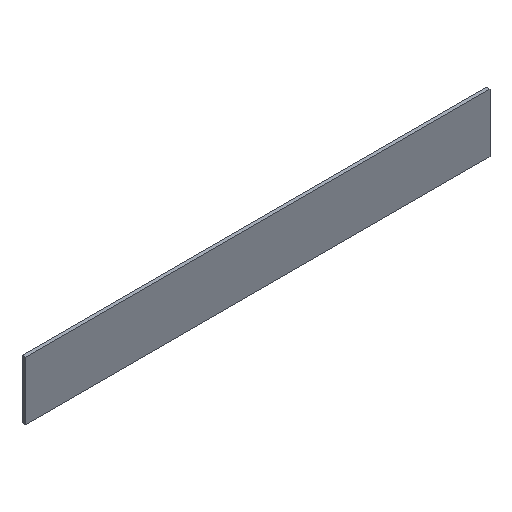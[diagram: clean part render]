
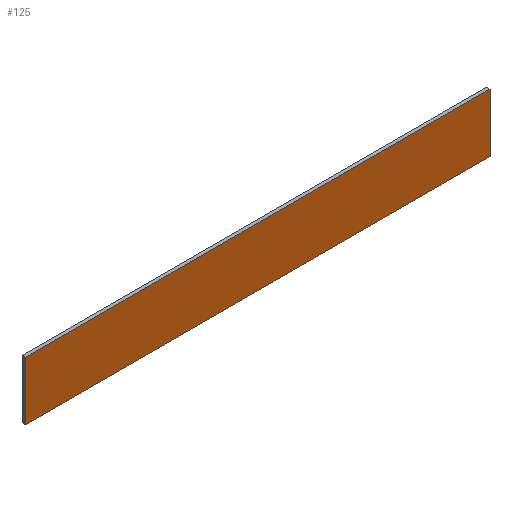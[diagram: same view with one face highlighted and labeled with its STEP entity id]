
A CAD part, isometric view. The second image highlights one B-rep face of the part: STEP entity #125.
In plain terms, the highlighted planar face has unit normal (0, -1, 0).
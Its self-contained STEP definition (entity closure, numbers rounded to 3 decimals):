
#6 = ORIENTED_EDGE ( 'NONE', *, *, #157, .F. ) ;
#12 = PLANE ( 'NONE',  #147 ) ;
#13 = CARTESIAN_POINT ( 'NONE',  ( 99.25, 0., 25. ) ) ;
#14 = CARTESIAN_POINT ( 'NONE',  ( 99.25, 0., 0. ) ) ;
#28 = DIRECTION ( 'NONE',  ( -1., 0., 0. ) ) ;
#33 = CARTESIAN_POINT ( 'NONE',  ( 74.172, 0., 0. ) ) ;
#35 = DIRECTION ( 'NONE',  ( 1., 0., 0. ) ) ;
#36 = DIRECTION ( 'NONE',  ( 0., -1., 0. ) ) ;
#37 = CARTESIAN_POINT ( 'NONE',  ( 99.25, 0., 25. ) ) ;
#40 = CARTESIAN_POINT ( 'NONE',  ( -99.25, 0., 25. ) ) ;
#47 = CARTESIAN_POINT ( 'NONE',  ( -99.25, 0., 0. ) ) ;
#52 = CARTESIAN_POINT ( 'NONE',  ( -99.25, 0., 25. ) ) ;
#55 = DIRECTION ( 'NONE',  ( 0., 0., -1. ) ) ;
#65 = CARTESIAN_POINT ( 'NONE',  ( -74.172, 0., 25. ) ) ;
#66 = DIRECTION ( 'NONE',  ( 0., 0., -1. ) ) ;
#75 = CARTESIAN_POINT ( 'NONE',  ( 74.172, 0., 25. ) ) ;
#82 = DIRECTION ( 'NONE',  ( -1., 0., 0. ) ) ;
#125 = ADVANCED_FACE ( 'NONE', ( #193 ), #12, .T. ) ;
#129 = VERTEX_POINT ( 'NONE', #47 ) ;
#134 = EDGE_LOOP ( 'NONE', ( #6, #167, #175, #169 ) ) ;
#147 = AXIS2_PLACEMENT_3D ( 'NONE', #75, #36, #35 ) ;
#156 = EDGE_CURVE ( 'NONE', #184, #129, #199, .T. ) ;
#157 = EDGE_CURVE ( 'NONE', #183, #129, #203, .T. ) ;
#158 = EDGE_CURVE ( 'NONE', #185, #184, #207, .T. ) ;
#161 = EDGE_CURVE ( 'NONE', #185, #183, #205, .T. ) ;
#167 = ORIENTED_EDGE ( 'NONE', *, *, #161, .F. ) ;
#169 = ORIENTED_EDGE ( 'NONE', *, *, #156, .T. ) ;
#175 = ORIENTED_EDGE ( 'NONE', *, *, #158, .T. ) ;
#183 = VERTEX_POINT ( 'NONE', #14 ) ;
#184 = VERTEX_POINT ( 'NONE', #40 ) ;
#185 = VERTEX_POINT ( 'NONE', #13 ) ;
#193 = FACE_OUTER_BOUND ( 'NONE', #134, .T. ) ;
#199 = LINE ( 'NONE', #52, #206 ) ;
#203 = LINE ( 'NONE', #33, #208 ) ;
#205 = LINE ( 'NONE', #37, #214 ) ;
#206 = VECTOR ( 'NONE', #55, 1000. ) ;
#207 = LINE ( 'NONE', #65, #210 ) ;
#208 = VECTOR ( 'NONE', #28, 1000. ) ;
#210 = VECTOR ( 'NONE', #82, 1000. ) ;
#214 = VECTOR ( 'NONE', #66, 1000. ) ;
